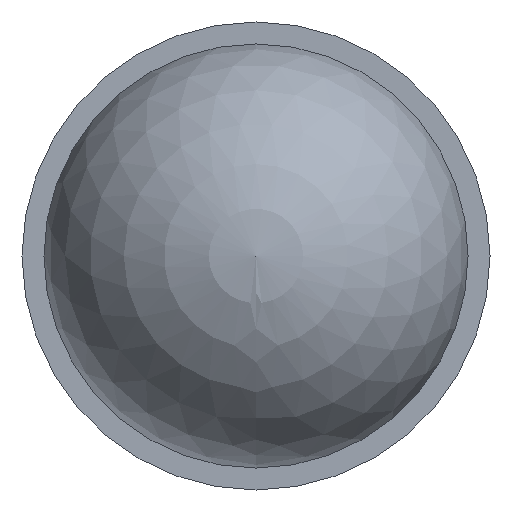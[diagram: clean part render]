
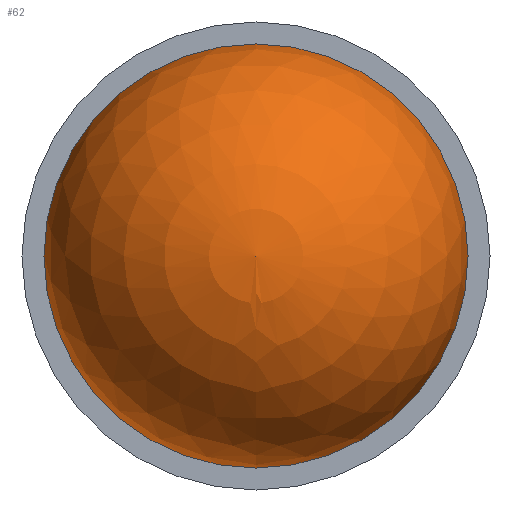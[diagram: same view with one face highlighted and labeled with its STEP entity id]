
A CAD part, left-side view. The second image highlights one B-rep face of the part: STEP entity #62.
In plain terms, the highlighted spherical face has radius 1.45 mm.
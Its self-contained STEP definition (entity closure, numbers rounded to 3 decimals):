
#27=CARTESIAN_POINT('',(-2.95,0.25,0.));
#28=DIRECTION('',(1.,0.,0.));
#29=DIRECTION('',(0.,-0.,-1.));
#30=AXIS2_PLACEMENT_3D('',#27,#28,#29);
#31=SPHERICAL_SURFACE('',#30,1.45);
#32=CARTESIAN_POINT('',(-2.95,0.25,-1.45));
#33=VERTEX_POINT('',#32);
#34=CARTESIAN_POINT('',(-4.4,0.25,0.));
#35=VERTEX_POINT('',#34);
#36=CARTESIAN_POINT('',(-2.95,0.25,0.));
#37=DIRECTION('',(-0.,1.,-0.));
#38=DIRECTION('',(0.,-0.,-1.));
#39=AXIS2_PLACEMENT_3D('',#36,#37,#38);
#40=CIRCLE('',#39,1.45);
#41=EDGE_CURVE('',#33,#35,#40,.T.);
#42=ORIENTED_EDGE('',*,*,#41,.T.);
#43=ORIENTED_EDGE('',*,*,#41,.F.);
#44=CARTESIAN_POINT('',(-2.95,1.7,-0.));
#45=VERTEX_POINT('',#44);
#46=CARTESIAN_POINT('',(-2.95,0.25,0.));
#47=DIRECTION('',(1.,0.,0.));
#48=DIRECTION('',(0.,1.,-0.));
#49=AXIS2_PLACEMENT_3D('',#46,#47,#48);
#50=CIRCLE('',#49,1.45);
#51=EDGE_CURVE('',#45,#33,#50,.T.);
#52=ORIENTED_EDGE('',*,*,#51,.F.);
#53=CARTESIAN_POINT('',(-2.95,0.25,0.));
#54=DIRECTION('',(1.,0.,0.));
#55=DIRECTION('',(0.,1.,-0.));
#56=AXIS2_PLACEMENT_3D('',#53,#54,#55);
#57=CIRCLE('',#56,1.45);
#58=EDGE_CURVE('',#33,#45,#57,.T.);
#59=ORIENTED_EDGE('',*,*,#58,.F.);
#60=EDGE_LOOP('',(#42,#43,#52,#59));
#61=FACE_BOUND('',#60,.T.);
#62=ADVANCED_FACE('',(#61),#31,.T.);
